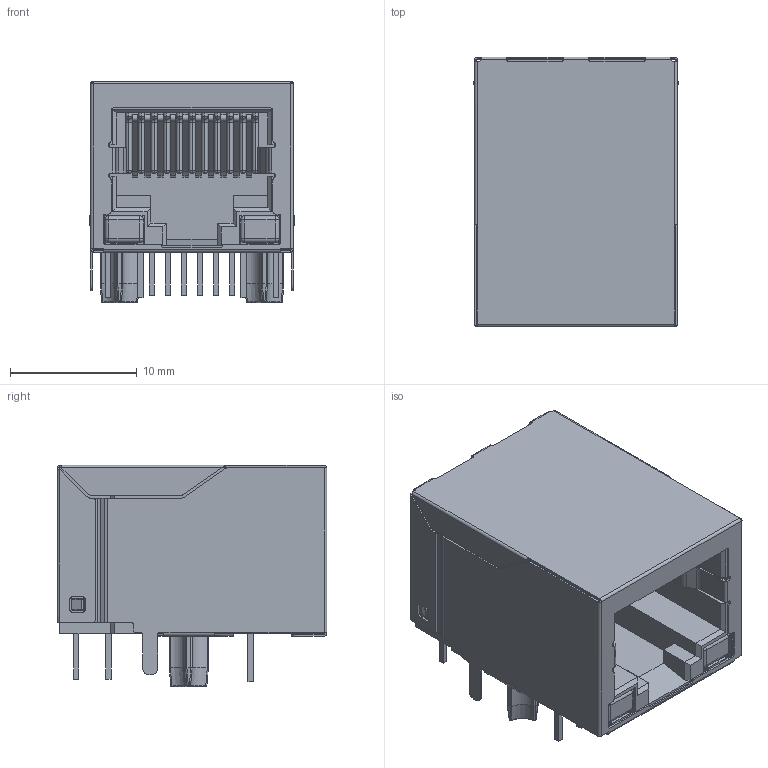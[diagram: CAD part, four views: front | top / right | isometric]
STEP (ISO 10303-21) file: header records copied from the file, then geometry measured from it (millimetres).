
FILE_DESCRIPTION (( 'STEP AP214' ), '1' );
FILE_NAME ('RJ45-TH_10P.STEP', '2024-12-27T04:38:32', ( '' ), ( '' ), 'SwSTEP 2.0', 'SolidWorks 2021', '' );
FILE_SCHEMA (( 'AUTOMOTIVE_DESIGN' ));
Length unit declared in the file: millimetre
Products named in the file (1): RJ45-TH_10P
Bounding box: 16.14 x 21.3 x 17.5 mm (x, y, z)
Volume: 3180 mm3; surface area: 5455.8 mm2
Topology: 4 solids, 4 shells, 948 faces, 2553 edges, 1562 vertices
Faces by surface type: plane 441, cylinder 361, sphere 76, torus 42, bspline 20, cone 8
Entity records: 32232 total; most frequent: CARTESIAN_POINT 6171, DIRECTION 5022, ORIENTED_EDGE 4954, EDGE_CURVE 2477, AXIS2_PLACEMENT_3D 1738, VERTEX_POINT 1562, LINE 1546, VECTOR 1546
